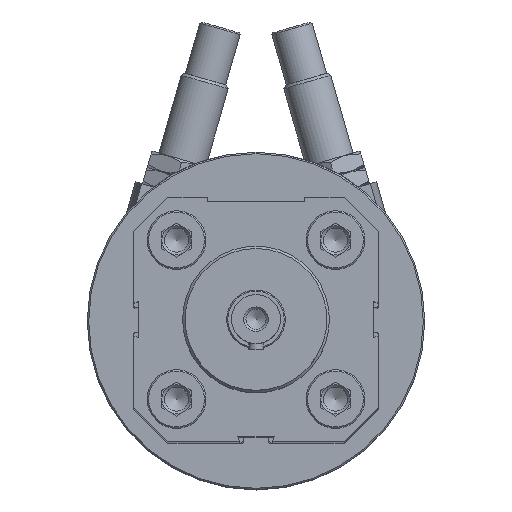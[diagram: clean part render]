
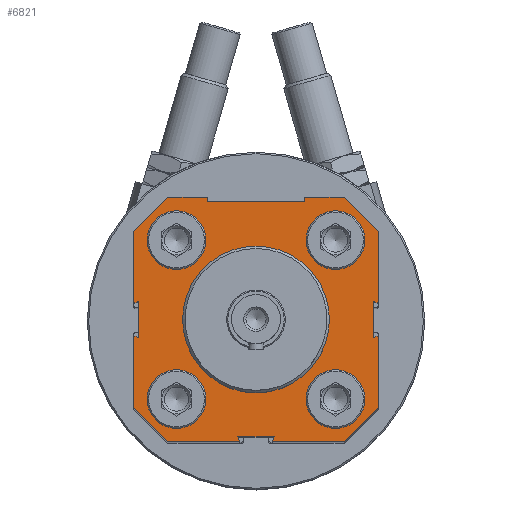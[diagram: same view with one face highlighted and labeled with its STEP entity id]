
A CAD part, top view. The second image highlights one B-rep face of the part: STEP entity #6821.
In plain terms, the highlighted face is planar.
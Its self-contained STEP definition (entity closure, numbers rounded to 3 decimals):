
#352=LINE('',#10419,#909);
#353=LINE('',#10422,#910);
#354=LINE('',#10424,#911);
#355=LINE('',#10426,#912);
#356=LINE('',#10428,#913);
#357=LINE('',#10430,#914);
#358=LINE('',#10432,#915);
#359=LINE('',#10434,#916);
#360=LINE('',#10436,#917);
#361=LINE('',#10438,#918);
#362=LINE('',#10440,#919);
#363=LINE('',#10442,#920);
#364=LINE('',#10444,#921);
#365=LINE('',#10446,#922);
#366=LINE('',#10448,#923);
#367=LINE('',#10450,#924);
#368=LINE('',#10452,#925);
#369=LINE('',#10454,#926);
#370=LINE('',#10456,#927);
#371=LINE('',#10458,#928);
#372=LINE('',#10460,#929);
#373=LINE('',#10462,#930);
#374=LINE('',#10464,#931);
#375=LINE('',#10466,#932);
#909=VECTOR('',#8214,1000.);
#910=VECTOR('',#8215,1000.);
#911=VECTOR('',#8216,1000.);
#912=VECTOR('',#8217,1000.);
#913=VECTOR('',#8218,1000.);
#914=VECTOR('',#8219,1000.);
#915=VECTOR('',#8220,1000.);
#916=VECTOR('',#8221,1000.);
#917=VECTOR('',#8222,1000.);
#918=VECTOR('',#8223,1000.);
#919=VECTOR('',#8224,1000.);
#920=VECTOR('',#8225,1000.);
#921=VECTOR('',#8226,1000.);
#922=VECTOR('',#8227,1000.);
#923=VECTOR('',#8228,1000.);
#924=VECTOR('',#8229,1000.);
#925=VECTOR('',#8230,1000.);
#926=VECTOR('',#8231,1000.);
#927=VECTOR('',#8232,1000.);
#928=VECTOR('',#8233,1000.);
#929=VECTOR('',#8234,1000.);
#930=VECTOR('',#8235,1000.);
#931=VECTOR('',#8236,1000.);
#932=VECTOR('',#8237,1000.);
#1466=ORIENTED_EDGE('',*,*,#3368,.F.);
#1467=ORIENTED_EDGE('',*,*,#3369,.F.);
#1468=ORIENTED_EDGE('',*,*,#3370,.F.);
#1469=ORIENTED_EDGE('',*,*,#3371,.F.);
#1470=ORIENTED_EDGE('',*,*,#3372,.F.);
#1471=ORIENTED_EDGE('',*,*,#3373,.F.);
#1472=ORIENTED_EDGE('',*,*,#3374,.F.);
#1473=ORIENTED_EDGE('',*,*,#3375,.F.);
#1474=ORIENTED_EDGE('',*,*,#3376,.F.);
#1475=ORIENTED_EDGE('',*,*,#3377,.F.);
#1476=ORIENTED_EDGE('',*,*,#3378,.F.);
#1477=ORIENTED_EDGE('',*,*,#3379,.F.);
#1478=ORIENTED_EDGE('',*,*,#3380,.F.);
#1479=ORIENTED_EDGE('',*,*,#3381,.F.);
#1480=ORIENTED_EDGE('',*,*,#3382,.F.);
#1481=ORIENTED_EDGE('',*,*,#3383,.F.);
#1482=ORIENTED_EDGE('',*,*,#3384,.F.);
#1483=ORIENTED_EDGE('',*,*,#3385,.F.);
#1484=ORIENTED_EDGE('',*,*,#3386,.F.);
#1485=ORIENTED_EDGE('',*,*,#3387,.F.);
#1486=ORIENTED_EDGE('',*,*,#3388,.F.);
#1487=ORIENTED_EDGE('',*,*,#3389,.F.);
#1488=ORIENTED_EDGE('',*,*,#3390,.F.);
#1489=ORIENTED_EDGE('',*,*,#3391,.F.);
#1490=ORIENTED_EDGE('',*,*,#3392,.F.);
#1491=ORIENTED_EDGE('',*,*,#3393,.F.);
#1492=ORIENTED_EDGE('',*,*,#3394,.F.);
#1493=ORIENTED_EDGE('',*,*,#3395,.F.);
#1494=ORIENTED_EDGE('',*,*,#3396,.F.);
#3368=EDGE_CURVE('',#4319,#4319,#4994,.T.);
#3369=EDGE_CURVE('',#4320,#4320,#4995,.T.);
#3370=EDGE_CURVE('',#4321,#4321,#4996,.F.);
#3371=EDGE_CURVE('',#4322,#4323,#352,.T.);
#3372=EDGE_CURVE('',#4324,#4322,#353,.T.);
#3373=EDGE_CURVE('',#4325,#4324,#354,.T.);
#3374=EDGE_CURVE('',#4326,#4325,#355,.T.);
#3375=EDGE_CURVE('',#4327,#4326,#356,.T.);
#3376=EDGE_CURVE('',#4328,#4327,#357,.T.);
#3377=EDGE_CURVE('',#4329,#4328,#358,.T.);
#3378=EDGE_CURVE('',#4330,#4329,#359,.T.);
#3379=EDGE_CURVE('',#4331,#4330,#360,.T.);
#3380=EDGE_CURVE('',#4332,#4331,#361,.T.);
#3381=EDGE_CURVE('',#4333,#4332,#362,.T.);
#3382=EDGE_CURVE('',#4334,#4333,#363,.T.);
#3383=EDGE_CURVE('',#4335,#4334,#364,.T.);
#3384=EDGE_CURVE('',#4336,#4335,#365,.T.);
#3385=EDGE_CURVE('',#4337,#4336,#366,.T.);
#3386=EDGE_CURVE('',#4338,#4337,#367,.T.);
#3387=EDGE_CURVE('',#4339,#4338,#368,.T.);
#3388=EDGE_CURVE('',#4340,#4339,#369,.T.);
#3389=EDGE_CURVE('',#4341,#4340,#370,.T.);
#3390=EDGE_CURVE('',#4342,#4341,#371,.T.);
#3391=EDGE_CURVE('',#4343,#4342,#372,.T.);
#3392=EDGE_CURVE('',#4344,#4343,#373,.T.);
#3393=EDGE_CURVE('',#4345,#4344,#374,.T.);
#3394=EDGE_CURVE('',#4323,#4345,#375,.T.);
#3395=EDGE_CURVE('',#4346,#4346,#4997,.T.);
#3396=EDGE_CURVE('',#4347,#4347,#4998,.T.);
#4319=VERTEX_POINT('',#10414);
#4320=VERTEX_POINT('',#10416);
#4321=VERTEX_POINT('',#10418);
#4322=VERTEX_POINT('',#10420);
#4323=VERTEX_POINT('',#10421);
#4324=VERTEX_POINT('',#10423);
#4325=VERTEX_POINT('',#10425);
#4326=VERTEX_POINT('',#10427);
#4327=VERTEX_POINT('',#10429);
#4328=VERTEX_POINT('',#10431);
#4329=VERTEX_POINT('',#10433);
#4330=VERTEX_POINT('',#10435);
#4331=VERTEX_POINT('',#10437);
#4332=VERTEX_POINT('',#10439);
#4333=VERTEX_POINT('',#10441);
#4334=VERTEX_POINT('',#10443);
#4335=VERTEX_POINT('',#10445);
#4336=VERTEX_POINT('',#10447);
#4337=VERTEX_POINT('',#10449);
#4338=VERTEX_POINT('',#10451);
#4339=VERTEX_POINT('',#10453);
#4340=VERTEX_POINT('',#10455);
#4341=VERTEX_POINT('',#10457);
#4342=VERTEX_POINT('',#10459);
#4343=VERTEX_POINT('',#10461);
#4344=VERTEX_POINT('',#10463);
#4345=VERTEX_POINT('',#10465);
#4346=VERTEX_POINT('',#10468);
#4347=VERTEX_POINT('',#10470);
#4994=CIRCLE('',#7381,6.);
#4995=CIRCLE('',#7382,6.);
#4996=CIRCLE('',#7383,15.);
#4997=CIRCLE('',#7384,6.);
#4998=CIRCLE('',#7385,6.);
#5358=EDGE_LOOP('',(#1466));
#5359=EDGE_LOOP('',(#1467));
#5360=EDGE_LOOP('',(#1468));
#5361=EDGE_LOOP('',(#1469,#1470,#1471,#1472,#1473,#1474,#1475,#1476,#1477,
#1478,#1479,#1480,#1481,#1482,#1483,#1484,#1485,#1486,#1487,#1488,#1489,
#1490,#1491,#1492));
#5362=EDGE_LOOP('',(#1493));
#5363=EDGE_LOOP('',(#1494));
#5967=FACE_BOUND('',#5358,.T.);
#5968=FACE_BOUND('',#5359,.T.);
#5969=FACE_BOUND('',#5360,.T.);
#5970=FACE_BOUND('',#5361,.T.);
#5971=FACE_BOUND('',#5362,.T.);
#5972=FACE_BOUND('',#5363,.T.);
#6585=PLANE('',#7380);
#6821=ADVANCED_FACE('',(#5967,#5968,#5969,#5970,#5971,#5972),#6585,.F.);
#7380=AXIS2_PLACEMENT_3D('',#10412,#8206,#8207);
#7381=AXIS2_PLACEMENT_3D('',#10413,#8208,#8209);
#7382=AXIS2_PLACEMENT_3D('',#10415,#8210,#8211);
#7383=AXIS2_PLACEMENT_3D('',#10417,#8212,#8213);
#7384=AXIS2_PLACEMENT_3D('',#10467,#8238,#8239);
#7385=AXIS2_PLACEMENT_3D('',#10469,#8240,#8241);
#8206=DIRECTION('',(1.,0.,0.));
#8207=DIRECTION('',(0.,0.,-1.));
#8208=DIRECTION('',(-1.,0.,0.));
#8209=DIRECTION('',(0.,0.,1.));
#8210=DIRECTION('',(-1.,0.,0.));
#8211=DIRECTION('',(0.,0.,1.));
#8212=DIRECTION('',(1.,0.,0.));
#8213=DIRECTION('',(0.,0.,-1.));
#8214=DIRECTION('',(0.,-1.,0.));
#8215=DIRECTION('',(0.,0.429,0.903));
#8216=DIRECTION('',(0.,-1.,0.));
#8217=DIRECTION('',(0.,0.429,-0.903));
#8218=DIRECTION('',(0.,-1.,0.));
#8219=DIRECTION('',(0.,-0.707,0.707));
#8220=DIRECTION('',(0.,0.,1.));
#8221=DIRECTION('',(0.,0.996,0.087));
#8222=DIRECTION('',(0.,0.,1.));
#8223=DIRECTION('',(0.,-0.996,0.087));
#8224=DIRECTION('',(0.,0.,1.));
#8225=DIRECTION('',(0.,0.707,0.707));
#8226=DIRECTION('',(0.,1.,0.));
#8227=DIRECTION('',(0.,-0.429,-0.903));
#8228=DIRECTION('',(0.,1.,0.));
#8229=DIRECTION('',(0.,-0.429,0.903));
#8230=DIRECTION('',(0.,1.,0.));
#8231=DIRECTION('',(0.,0.707,-0.707));
#8232=DIRECTION('',(0.,0.,-1.));
#8233=DIRECTION('',(0.,-0.903,0.429));
#8234=DIRECTION('',(0.,0.,-1.));
#8235=DIRECTION('',(0.,0.903,0.429));
#8236=DIRECTION('',(0.,0.,-1.));
#8237=DIRECTION('',(0.,-0.707,-0.707));
#8238=DIRECTION('',(-1.,0.,0.));
#8239=DIRECTION('',(0.,0.,1.));
#8240=DIRECTION('',(-1.,0.,0.));
#8241=DIRECTION('',(0.,0.,1.));
#10412=CARTESIAN_POINT('',(-235.8,0.,0.));
#10413=CARTESIAN_POINT('',(-235.8,-16.25,16.25));
#10414=CARTESIAN_POINT('',(-235.8,-16.25,22.25));
#10415=CARTESIAN_POINT('',(-235.8,16.25,-16.25));
#10416=CARTESIAN_POINT('',(-235.8,16.25,-10.25));
#10417=CARTESIAN_POINT('',(-235.8,0.,0.));
#10418=CARTESIAN_POINT('',(-235.8,0.,-15.));
#10419=CARTESIAN_POINT('',(-235.8,-3.275,25.));
#10420=CARTESIAN_POINT('',(-235.8,-3.275,25.));
#10421=CARTESIAN_POINT('',(-235.8,-18.,25.));
#10422=CARTESIAN_POINT('',(-235.8,-3.75,24.));
#10423=CARTESIAN_POINT('',(-235.8,-3.75,24.));
#10424=CARTESIAN_POINT('',(-235.8,3.75,24.));
#10425=CARTESIAN_POINT('',(-235.8,3.75,24.));
#10426=CARTESIAN_POINT('',(-235.8,3.275,25.));
#10427=CARTESIAN_POINT('',(-235.8,3.275,25.));
#10428=CARTESIAN_POINT('',(-235.8,18.,25.));
#10429=CARTESIAN_POINT('',(-235.8,18.,25.));
#10430=CARTESIAN_POINT('',(-235.8,25.,18.));
#10431=CARTESIAN_POINT('',(-235.8,25.,18.));
#10432=CARTESIAN_POINT('',(-235.8,25.,10.));
#10433=CARTESIAN_POINT('',(-235.8,25.,10.));
#10434=CARTESIAN_POINT('',(-235.8,24.1,9.921));
#10435=CARTESIAN_POINT('',(-235.8,24.1,9.921));
#10436=CARTESIAN_POINT('',(-235.8,24.1,-9.921));
#10437=CARTESIAN_POINT('',(-235.8,24.1,-9.921));
#10438=CARTESIAN_POINT('',(-235.8,25.,-10.));
#10439=CARTESIAN_POINT('',(-235.8,25.,-10.));
#10440=CARTESIAN_POINT('',(-235.8,25.,-18.));
#10441=CARTESIAN_POINT('',(-235.8,25.,-18.));
#10442=CARTESIAN_POINT('',(-235.8,18.,-25.));
#10443=CARTESIAN_POINT('',(-235.8,18.,-25.));
#10444=CARTESIAN_POINT('',(-235.8,3.275,-25.));
#10445=CARTESIAN_POINT('',(-235.8,3.275,-25.));
#10446=CARTESIAN_POINT('',(-235.8,3.75,-24.));
#10447=CARTESIAN_POINT('',(-235.8,3.75,-24.));
#10448=CARTESIAN_POINT('',(-235.8,-3.75,-24.));
#10449=CARTESIAN_POINT('',(-235.8,-3.75,-24.));
#10450=CARTESIAN_POINT('',(-235.8,-3.275,-25.));
#10451=CARTESIAN_POINT('',(-235.8,-3.275,-25.));
#10452=CARTESIAN_POINT('',(-235.8,-18.,-25.));
#10453=CARTESIAN_POINT('',(-235.8,-18.,-25.));
#10454=CARTESIAN_POINT('',(-235.8,-25.,-18.));
#10455=CARTESIAN_POINT('',(-235.8,-25.,-18.));
#10456=CARTESIAN_POINT('',(-235.8,-25.,-3.275));
#10457=CARTESIAN_POINT('',(-235.8,-25.,-3.275));
#10458=CARTESIAN_POINT('',(-235.8,-24.,-3.75));
#10459=CARTESIAN_POINT('',(-235.8,-24.,-3.75));
#10460=CARTESIAN_POINT('',(-235.8,-24.,3.75));
#10461=CARTESIAN_POINT('',(-235.8,-24.,3.75));
#10462=CARTESIAN_POINT('',(-235.8,-25.,3.275));
#10463=CARTESIAN_POINT('',(-235.8,-25.,3.275));
#10464=CARTESIAN_POINT('',(-235.8,-25.,18.));
#10465=CARTESIAN_POINT('',(-235.8,-25.,18.));
#10466=CARTESIAN_POINT('',(-235.8,-18.,25.));
#10467=CARTESIAN_POINT('',(-235.8,-16.25,-16.25));
#10468=CARTESIAN_POINT('',(-235.8,-16.25,-10.25));
#10469=CARTESIAN_POINT('',(-235.8,16.25,16.25));
#10470=CARTESIAN_POINT('',(-235.8,16.25,22.25));
